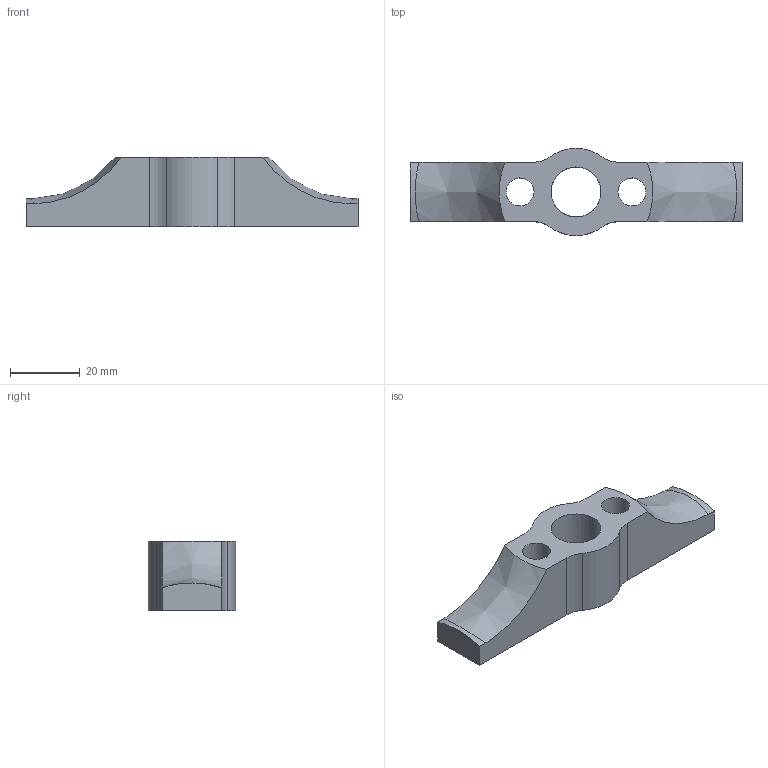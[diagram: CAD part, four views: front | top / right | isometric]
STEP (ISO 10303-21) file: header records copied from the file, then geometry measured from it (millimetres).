
FILE_DESCRIPTION(('THIS FILE CONTAINS SOME STEP INSTANCES'),'1');
FILE_NAME('szczêkaMIkrom.stp','2013-05-29T 7:35:33',('UNDEFINED'),('UNDEFINED'),'T-FLEX CAD STEP converter','T-FLEX CAD','');
FILE_SCHEMA(('CONFIG_CONTROL_DESIGN'));
Length unit declared in the file: metre
Products named in the file (2): Geometria_6
Assembly tree (1 placements, depth 2):
  (unnamed)
    Geometria_6
Bounding box: 95 x 25 x 20 mm (x, y, z)
Volume: 21266.7 mm3; surface area: 8057.1 mm2
Topology: 1 solids, 1 shells, 21 faces, 57 edges, 38 vertices
Faces by surface type: cylinder 9, plane 8, bspline 4
Full cylindrical faces by diameter (mm): 8 x2, 14.294 x1
Entity records: 890 total; most frequent: CARTESIAN_POINT 344, ORIENTED_EDGE 108, DIRECTION 100, EDGE_CURVE 54, VERTEX_POINT 38, AXIS2_PLACEMENT_3D 37, EDGE_LOOP 30, LINE 26
